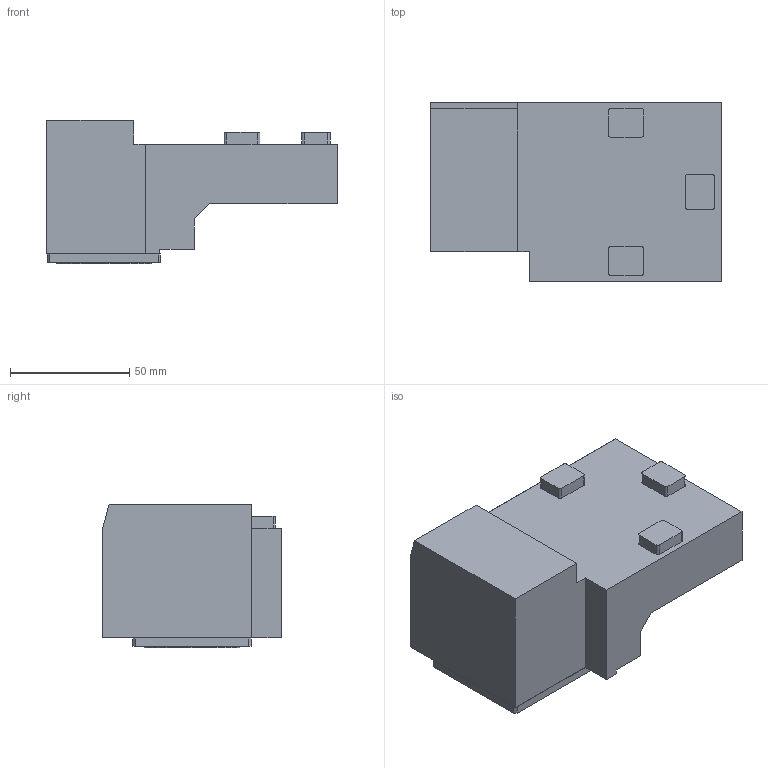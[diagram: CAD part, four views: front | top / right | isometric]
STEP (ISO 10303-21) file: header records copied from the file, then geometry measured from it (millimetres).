
FILE_DESCRIPTION(/* description */ (''),/* implementation_level */ '2;1');
FILE_NAME(/* name */ '1528897689426.stp',/* time_stamp */ '2018-06-13T15:48:14+02:00',/* author */ (''),/* organization */ ('SMS'),/* preprocessor_version */ 'ST-DEVELOPER v15',/* originating_system */ 'SIEMENS PLM Software NX 8.5',/* authorisation */ '');
FILE_SCHEMA (('AUTOMOTIVE_DESIGN { 1 0 10303 214 3 1 1 1 }'));
Length unit declared in the file: millimetre
Products named in the file (1): 200835874mod000_01
Bounding box: 122 x 75 x 60 mm (x, y, z)
Volume: 321695.5 mm3; surface area: 38012.6 mm2
Topology: 1 solids, 1 shells, 66 faces, 170 edges, 113 vertices
Faces by surface type: plane 45, cylinder 15, cone 6
Full cylindrical faces by diameter (mm): 2.5 x1, 31.6 x1, 40 x1
Entity records: 2090 total; most frequent: CARTESIAN_POINT 405, DIRECTION 346, ORIENTED_EDGE 332, EDGE_CURVE 166, LINE 124, VECTOR 124, VERTEX_POINT 112, AXIS2_PLACEMENT_3D 111
